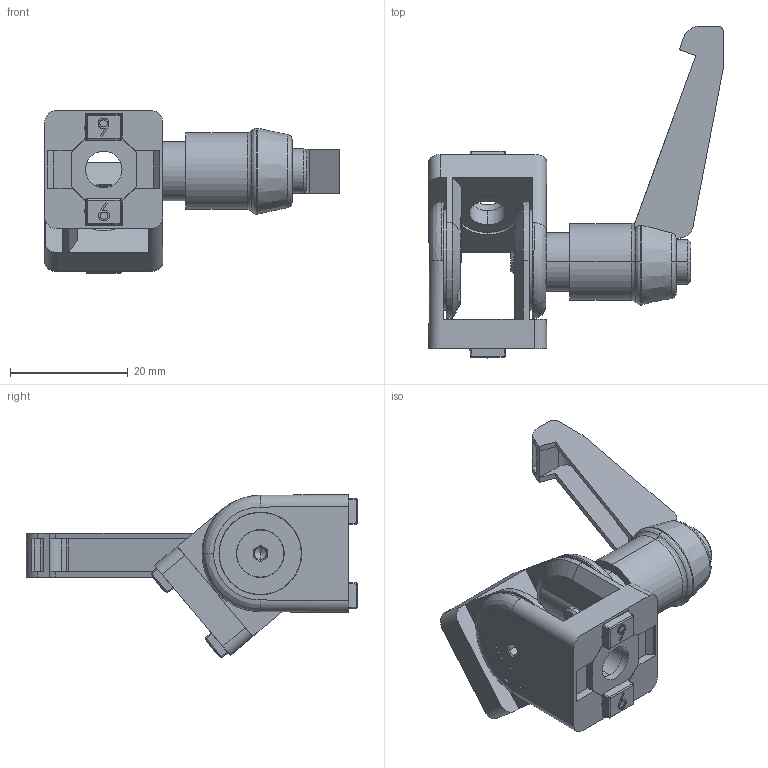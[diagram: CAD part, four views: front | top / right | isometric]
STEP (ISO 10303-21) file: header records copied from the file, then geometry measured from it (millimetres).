
FILE_DESCRIPTION (( 'STEP AP203' ), '1' );
FILE_NAME ('204500602_c_1.STEP', '2023-02-27T04:16:06', ( '' ), ( '' ), 'SwSTEP 2.0', 'SolidWorks 2014', '' );
FILE_SCHEMA (( 'CONFIG_CONTROL_DESIGN' ));
Length unit declared in the file: millimetre
Products named in the file (8): 4din7991m0406m_4 din 7991 m0812m; 204500602_c_1; 093gr27_Standard; 093gr21_093 g r22; 093gr24_Standard; 093gr28_093gr09; 12840m0406ak_Standard; 093g20r04_Standard
Assembly tree (10 placements, depth 2):
  204500602_c_1
    093g20r04_Standard  x2
    093gr27_Standard
    4din7991m0406m_4 din 7991 m0812m
    093gr24_Standard
    12840m0406ak_Standard
    093gr21_093 g r22  x2
    093gr28_093gr09  x2
Bounding box: 49.91 x 56.25 x 27.62 mm (x, y, z)
Volume: 10404.5 mm3; surface area: 10971.9 mm2
Topology: 11 solids, 11 shells, 565 faces, 1372 edges, 855 vertices
Faces by surface type: plane 257, cylinder 170, bspline 51, torus 40, cone 31, sphere 16
Entity records: 13115 total; most frequent: CARTESIAN_POINT 3564, DIRECTION 1818, ORIENTED_EDGE 1800, EDGE_CURVE 900, AXIS2_PLACEMENT_3D 671, VERTEX_POINT 565, VECTOR 476, LINE 476
